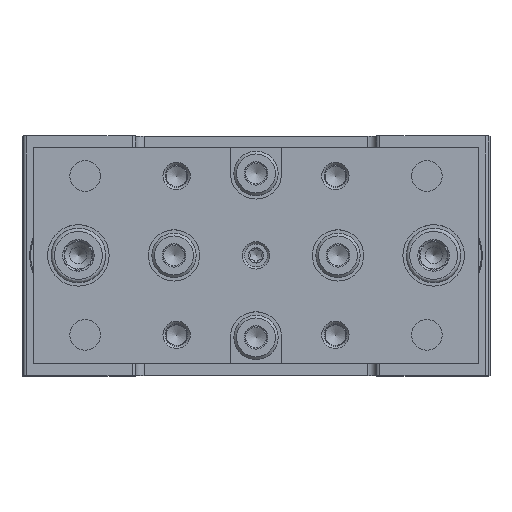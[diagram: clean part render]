
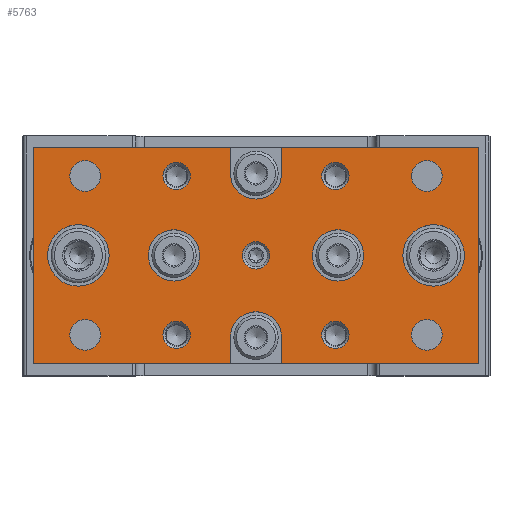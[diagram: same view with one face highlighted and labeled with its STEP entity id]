
A CAD part, top view. The second image highlights one B-rep face of the part: STEP entity #5763.
In plain terms, the highlighted planar face has unit normal (0, 0, 1).
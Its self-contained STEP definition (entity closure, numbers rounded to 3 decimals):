
#568=CIRCLE('',#6441,9.);
#569=CIRCLE('',#6442,9.);
#570=CIRCLE('',#6443,4.5);
#571=CIRCLE('',#6444,4.5);
#572=CIRCLE('',#6445,4.5);
#573=CIRCLE('',#6446,4.5);
#574=CIRCLE('',#6447,4.);
#575=CIRCLE('',#6448,4.);
#576=CIRCLE('',#6449,4.);
#577=CIRCLE('',#6450,4.);
#578=CIRCLE('',#6451,7.5);
#579=CIRCLE('',#6452,7.5);
#580=CIRCLE('',#6453,7.5);
#581=CIRCLE('',#6454,7.5);
#582=CIRCLE('',#6455,4.);
#905=LINE('',#9395,#1181);
#909=LINE('',#9403,#1185);
#910=LINE('',#9405,#1186);
#914=LINE('',#9414,#1190);
#917=LINE('',#9419,#1193);
#920=LINE('',#9425,#1196);
#922=LINE('',#9483,#1198);
#923=LINE('',#9487,#1199);
#924=LINE('',#9488,#1200);
#925=LINE('',#9492,#1201);
#1181=VECTOR('',#7604,1000.);
#1185=VECTOR('',#7608,1000.);
#1186=VECTOR('',#7611,1000.);
#1190=VECTOR('',#7617,1000.);
#1193=VECTOR('',#7620,1000.);
#1196=VECTOR('',#7625,1000.);
#1198=VECTOR('',#7685,1000.);
#1199=VECTOR('',#7688,1000.);
#1200=VECTOR('',#7689,1000.);
#1201=VECTOR('',#7692,1000.);
#1879=ORIENTED_EDGE('',*,*,#3044,.F.);
#1880=ORIENTED_EDGE('',*,*,#3045,.F.);
#1881=ORIENTED_EDGE('',*,*,#3046,.T.);
#1882=ORIENTED_EDGE('',*,*,#3047,.T.);
#1883=ORIENTED_EDGE('',*,*,#3048,.T.);
#1884=ORIENTED_EDGE('',*,*,#3049,.T.);
#1885=ORIENTED_EDGE('',*,*,#3050,.T.);
#1886=ORIENTED_EDGE('',*,*,#3051,.T.);
#1887=ORIENTED_EDGE('',*,*,#3052,.T.);
#1888=ORIENTED_EDGE('',*,*,#3053,.T.);
#1889=ORIENTED_EDGE('',*,*,#3054,.T.);
#1890=ORIENTED_EDGE('',*,*,#3055,.T.);
#1891=ORIENTED_EDGE('',*,*,#3056,.F.);
#1892=ORIENTED_EDGE('',*,*,#3057,.T.);
#1893=ORIENTED_EDGE('',*,*,#3058,.F.);
#1894=ORIENTED_EDGE('',*,*,#3024,.T.);
#1895=ORIENTED_EDGE('',*,*,#3027,.T.);
#1896=ORIENTED_EDGE('',*,*,#3012,.T.);
#1897=ORIENTED_EDGE('',*,*,#3059,.F.);
#1898=ORIENTED_EDGE('',*,*,#3060,.T.);
#1899=ORIENTED_EDGE('',*,*,#3061,.F.);
#1900=ORIENTED_EDGE('',*,*,#3016,.T.);
#1901=ORIENTED_EDGE('',*,*,#3017,.T.);
#1902=ORIENTED_EDGE('',*,*,#3021,.T.);
#1903=ORIENTED_EDGE('',*,*,#3062,.T.);
#3012=EDGE_CURVE('',#3689,#3688,#905,.T.);
#3016=EDGE_CURVE('',#3686,#3692,#909,.T.);
#3017=EDGE_CURVE('',#3692,#3693,#910,.T.);
#3021=EDGE_CURVE('',#3693,#3695,#914,.T.);
#3024=EDGE_CURVE('',#3699,#3698,#917,.T.);
#3027=EDGE_CURVE('',#3698,#3689,#920,.T.);
#3044=EDGE_CURVE('',#3716,#3716,#568,.T.);
#3045=EDGE_CURVE('',#3717,#3717,#569,.T.);
#3046=EDGE_CURVE('',#3718,#3718,#570,.T.);
#3047=EDGE_CURVE('',#3719,#3719,#571,.T.);
#3048=EDGE_CURVE('',#3720,#3720,#572,.T.);
#3049=EDGE_CURVE('',#3721,#3721,#573,.T.);
#3050=EDGE_CURVE('',#3722,#3722,#574,.T.);
#3051=EDGE_CURVE('',#3723,#3723,#575,.T.);
#3052=EDGE_CURVE('',#3724,#3724,#576,.T.);
#3053=EDGE_CURVE('',#3725,#3725,#577,.T.);
#3054=EDGE_CURVE('',#3726,#3726,#578,.T.);
#3055=EDGE_CURVE('',#3727,#3727,#579,.T.);
#3056=EDGE_CURVE('',#3728,#3695,#922,.T.);
#3057=EDGE_CURVE('',#3728,#3729,#580,.T.);
#3058=EDGE_CURVE('',#3699,#3729,#923,.T.);
#3059=EDGE_CURVE('',#3730,#3688,#924,.T.);
#3060=EDGE_CURVE('',#3730,#3731,#581,.T.);
#3061=EDGE_CURVE('',#3686,#3731,#925,.T.);
#3062=EDGE_CURVE('',#3732,#3732,#582,.T.);
#3686=VERTEX_POINT('',#9390);
#3688=VERTEX_POINT('',#9394);
#3689=VERTEX_POINT('',#9396);
#3692=VERTEX_POINT('',#9402);
#3693=VERTEX_POINT('',#9406);
#3695=VERTEX_POINT('',#9412);
#3698=VERTEX_POINT('',#9418);
#3699=VERTEX_POINT('',#9420);
#3716=VERTEX_POINT('',#9460);
#3717=VERTEX_POINT('',#9462);
#3718=VERTEX_POINT('',#9464);
#3719=VERTEX_POINT('',#9466);
#3720=VERTEX_POINT('',#9468);
#3721=VERTEX_POINT('',#9470);
#3722=VERTEX_POINT('',#9472);
#3723=VERTEX_POINT('',#9474);
#3724=VERTEX_POINT('',#9476);
#3725=VERTEX_POINT('',#9478);
#3726=VERTEX_POINT('',#9480);
#3727=VERTEX_POINT('',#9482);
#3728=VERTEX_POINT('',#9484);
#3729=VERTEX_POINT('',#9486);
#3730=VERTEX_POINT('',#9489);
#3731=VERTEX_POINT('',#9491);
#3732=VERTEX_POINT('',#9494);
#4380=EDGE_LOOP('',(#1879));
#4381=EDGE_LOOP('',(#1880));
#4382=EDGE_LOOP('',(#1881));
#4383=EDGE_LOOP('',(#1882));
#4384=EDGE_LOOP('',(#1883));
#4385=EDGE_LOOP('',(#1884));
#4386=EDGE_LOOP('',(#1885));
#4387=EDGE_LOOP('',(#1886));
#4388=EDGE_LOOP('',(#1887));
#4389=EDGE_LOOP('',(#1888));
#4390=EDGE_LOOP('',(#1889));
#4391=EDGE_LOOP('',(#1890));
#4392=EDGE_LOOP('',(#1891,#1892,#1893,#1894,#1895,#1896,#1897,#1898,#1899,
#1900,#1901,#1902));
#4393=EDGE_LOOP('',(#1903));
#5068=FACE_BOUND('',#4380,.T.);
#5069=FACE_BOUND('',#4381,.T.);
#5070=FACE_BOUND('',#4382,.T.);
#5071=FACE_BOUND('',#4383,.T.);
#5072=FACE_BOUND('',#4384,.T.);
#5073=FACE_BOUND('',#4385,.T.);
#5074=FACE_BOUND('',#4386,.T.);
#5075=FACE_BOUND('',#4387,.T.);
#5076=FACE_BOUND('',#4388,.T.);
#5077=FACE_BOUND('',#4389,.T.);
#5078=FACE_BOUND('',#4390,.T.);
#5079=FACE_BOUND('',#4391,.T.);
#5080=FACE_BOUND('',#4392,.T.);
#5081=FACE_BOUND('',#4393,.T.);
#5535=PLANE('',#6440);
#5763=ADVANCED_FACE('',(#5068,#5069,#5070,#5071,#5072,#5073,#5074,#5075,
#5076,#5077,#5078,#5079,#5080,#5081),#5535,.T.);
#6440=AXIS2_PLACEMENT_3D('',#9458,#7659,#7660);
#6441=AXIS2_PLACEMENT_3D('',#9459,#7661,#7662);
#6442=AXIS2_PLACEMENT_3D('',#9461,#7663,#7664);
#6443=AXIS2_PLACEMENT_3D('',#9463,#7665,#7666);
#6444=AXIS2_PLACEMENT_3D('',#9465,#7667,#7668);
#6445=AXIS2_PLACEMENT_3D('',#9467,#7669,#7670);
#6446=AXIS2_PLACEMENT_3D('',#9469,#7671,#7672);
#6447=AXIS2_PLACEMENT_3D('',#9471,#7673,#7674);
#6448=AXIS2_PLACEMENT_3D('',#9473,#7675,#7676);
#6449=AXIS2_PLACEMENT_3D('',#9475,#7677,#7678);
#6450=AXIS2_PLACEMENT_3D('',#9477,#7679,#7680);
#6451=AXIS2_PLACEMENT_3D('',#9479,#7681,#7682);
#6452=AXIS2_PLACEMENT_3D('',#9481,#7683,#7684);
#6453=AXIS2_PLACEMENT_3D('',#9485,#7686,#7687);
#6454=AXIS2_PLACEMENT_3D('',#9490,#7690,#7691);
#6455=AXIS2_PLACEMENT_3D('',#9493,#7693,#7694);
#7604=DIRECTION('',(-1.,0.,0.));
#7608=DIRECTION('',(-1.,0.,0.));
#7611=DIRECTION('',(0.,-1.,0.));
#7617=DIRECTION('',(1.,0.,0.));
#7620=DIRECTION('',(1.,0.,0.));
#7625=DIRECTION('',(0.,1.,0.));
#7659=DIRECTION('',(0.,0.,1.));
#7660=DIRECTION('',(1.,0.,0.));
#7661=DIRECTION('',(0.,0.,1.));
#7662=DIRECTION('',(1.,0.,0.));
#7663=DIRECTION('',(0.,0.,1.));
#7664=DIRECTION('',(1.,0.,0.));
#7665=DIRECTION('',(0.,0.,-1.));
#7666=DIRECTION('',(-1.,0.,0.));
#7667=DIRECTION('',(0.,0.,-1.));
#7668=DIRECTION('',(-1.,0.,0.));
#7669=DIRECTION('',(0.,0.,-1.));
#7670=DIRECTION('',(-1.,0.,0.));
#7671=DIRECTION('',(0.,0.,-1.));
#7672=DIRECTION('',(-1.,0.,0.));
#7673=DIRECTION('',(0.,0.,-1.));
#7674=DIRECTION('',(-1.,0.,0.));
#7675=DIRECTION('',(0.,0.,-1.));
#7676=DIRECTION('',(-1.,0.,0.));
#7677=DIRECTION('',(0.,0.,-1.));
#7678=DIRECTION('',(-1.,0.,0.));
#7679=DIRECTION('',(0.,0.,-1.));
#7680=DIRECTION('',(-1.,0.,0.));
#7681=DIRECTION('',(0.,0.,-1.));
#7682=DIRECTION('',(-1.,0.,0.));
#7683=DIRECTION('',(0.,0.,-1.));
#7684=DIRECTION('',(-1.,0.,0.));
#7685=DIRECTION('',(0.,-1.,0.));
#7686=DIRECTION('',(0.,0.,-1.));
#7687=DIRECTION('',(-1.,0.,0.));
#7688=DIRECTION('',(0.,1.,0.));
#7689=DIRECTION('',(0.,1.,0.));
#7690=DIRECTION('',(0.,0.,-1.));
#7691=DIRECTION('',(-1.,0.,0.));
#7692=DIRECTION('',(0.,-1.,0.));
#7693=DIRECTION('',(0.,0.,-1.));
#7694=DIRECTION('',(-1.,0.,0.));
#9390=CARTESIAN_POINT('',(-7.5,31.5,0.));
#9394=CARTESIAN_POINT('',(7.5,31.5,0.));
#9395=CARTESIAN_POINT('',(65.,31.5,0.));
#9396=CARTESIAN_POINT('',(65.,31.5,0.));
#9402=CARTESIAN_POINT('',(-65.,31.5,0.));
#9403=CARTESIAN_POINT('',(65.,31.5,0.));
#9405=CARTESIAN_POINT('',(-65.,31.5,0.));
#9406=CARTESIAN_POINT('',(-65.,-31.5,0.));
#9412=CARTESIAN_POINT('',(-7.5,-31.5,0.));
#9414=CARTESIAN_POINT('',(-65.,-31.5,0.));
#9418=CARTESIAN_POINT('',(65.,-31.5,0.));
#9419=CARTESIAN_POINT('',(-65.,-31.5,0.));
#9420=CARTESIAN_POINT('',(7.5,-31.5,0.));
#9425=CARTESIAN_POINT('',(65.,-31.5,0.));
#9458=CARTESIAN_POINT('',(0.,0.,0.));
#9459=CARTESIAN_POINT('',(-52.,0.,0.));
#9460=CARTESIAN_POINT('',(-43.,0.,0.));
#9461=CARTESIAN_POINT('',(52.,0.,0.));
#9462=CARTESIAN_POINT('',(61.,0.,0.));
#9463=CARTESIAN_POINT('',(-50.,23.25,0.));
#9464=CARTESIAN_POINT('',(-54.5,23.25,0.));
#9465=CARTESIAN_POINT('',(50.,-23.25,0.));
#9466=CARTESIAN_POINT('',(45.5,-23.25,0.));
#9467=CARTESIAN_POINT('',(-50.,-23.25,0.));
#9468=CARTESIAN_POINT('',(-54.5,-23.25,0.));
#9469=CARTESIAN_POINT('',(50.,23.25,0.));
#9470=CARTESIAN_POINT('',(45.5,23.25,0.));
#9471=CARTESIAN_POINT('',(-23.25,23.25,0.));
#9472=CARTESIAN_POINT('',(-27.25,23.25,0.));
#9473=CARTESIAN_POINT('',(23.25,-23.25,0.));
#9474=CARTESIAN_POINT('',(19.25,-23.25,0.));
#9475=CARTESIAN_POINT('',(-23.25,-23.25,0.));
#9476=CARTESIAN_POINT('',(-27.25,-23.25,0.));
#9477=CARTESIAN_POINT('',(23.25,23.25,0.));
#9478=CARTESIAN_POINT('',(19.25,23.25,0.));
#9479=CARTESIAN_POINT('',(-24.,0.,0.));
#9480=CARTESIAN_POINT('',(-31.5,0.,0.));
#9481=CARTESIAN_POINT('',(24.,0.,0.));
#9482=CARTESIAN_POINT('',(16.5,0.,0.));
#9483=CARTESIAN_POINT('',(-7.5,-24.,0.));
#9484=CARTESIAN_POINT('',(-7.5,-24.,0.));
#9485=CARTESIAN_POINT('',(0.,-24.,0.));
#9486=CARTESIAN_POINT('',(7.5,-24.,0.));
#9487=CARTESIAN_POINT('',(7.5,0.,0.));
#9488=CARTESIAN_POINT('',(7.5,24.,0.));
#9489=CARTESIAN_POINT('',(7.5,24.,0.));
#9490=CARTESIAN_POINT('',(0.,24.,0.));
#9491=CARTESIAN_POINT('',(-7.5,24.,0.));
#9492=CARTESIAN_POINT('',(-7.5,0.,0.));
#9493=CARTESIAN_POINT('',(0.,0.,0.));
#9494=CARTESIAN_POINT('',(-4.,0.,0.));
